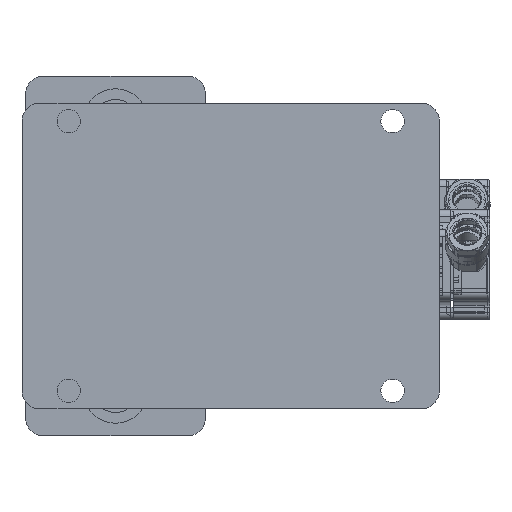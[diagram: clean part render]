
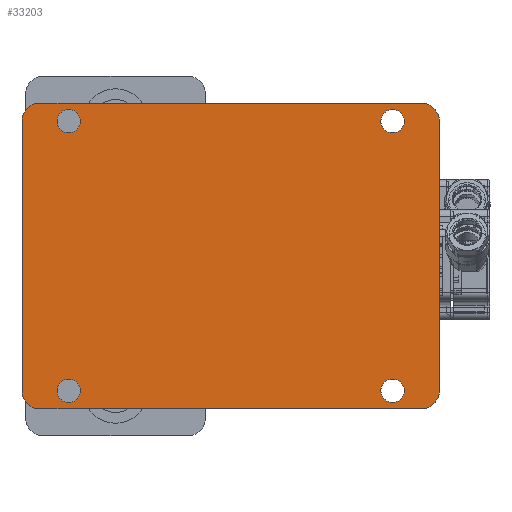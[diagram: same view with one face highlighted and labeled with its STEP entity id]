
A CAD part, front view. The second image highlights one B-rep face of the part: STEP entity #33203.
In plain terms, the highlighted face is planar.
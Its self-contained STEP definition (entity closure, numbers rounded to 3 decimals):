
#717 = EDGE_CURVE ( 'NONE', #28462, #27815, #33236, .T. ) ;
#784 = DIRECTION ( 'NONE',  ( 0., 0., -1. ) ) ;
#899 = EDGE_LOOP ( 'NONE', ( #16025, #57463, #52870, #13811, #47171, #84958, #7121, #31099 ) ) ;
#1820 = DIRECTION ( 'NONE',  ( 0., 0., -1. ) ) ;
#2102 = AXIS2_PLACEMENT_3D ( 'NONE', #19951, #20366, #25649 ) ;
#2764 = EDGE_CURVE ( 'NONE', #9523, #68138, #68802, .T. ) ;
#2951 = DIRECTION ( 'NONE',  ( 0., 1., 0. ) ) ;
#3496 = PLANE ( 'NONE',  #14697 ) ;
#3603 = AXIS2_PLACEMENT_3D ( 'NONE', #40018, #5736, #26572 ) ;
#3633 = VERTEX_POINT ( 'NONE', #55955 ) ;
#4948 = DIRECTION ( 'NONE',  ( -1., 0., 0. ) ) ;
#5617 = CARTESIAN_POINT ( 'NONE',  ( 40.75, -77., -56. ) ) ;
#5736 = DIRECTION ( 'NONE',  ( 0., 0., -1. ) ) ;
#6027 = EDGE_CURVE ( 'NONE', #40070, #46148, #71710, .T. ) ;
#6353 = VECTOR ( 'NONE', #74799, 1000. ) ;
#6423 = CIRCLE ( 'NONE', #13379, 5. ) ;
#7121 = ORIENTED_EDGE ( 'NONE', *, *, #77445, .T. ) ;
#7128 = CARTESIAN_POINT ( 'NONE',  ( 40.75, 13., -56. ) ) ;
#7432 = CARTESIAN_POINT ( 'NONE',  ( -42.5, -85., -56. ) ) ;
#7511 = DIRECTION ( 'NONE',  ( -1., 0., 0. ) ) ;
#7535 = CARTESIAN_POINT ( 'NONE',  ( -37.5, -77., -56. ) ) ;
#8570 = DIRECTION ( 'NONE',  ( 0., 0., -1. ) ) ;
#9499 = EDGE_CURVE ( 'NONE', #34131, #28352, #44190, .T. ) ;
#9523 = VERTEX_POINT ( 'NONE', #72765 ) ;
#9930 = DIRECTION ( 'NONE',  ( 0., 0., -1. ) ) ;
#10040 = FACE_BOUND ( 'NONE', #35583, .T. ) ;
#10489 = CIRCLE ( 'NONE', #2102, 5. ) ;
#10917 = CARTESIAN_POINT ( 'NONE',  ( 37.5, 21., -56. ) ) ;
#12448 = CARTESIAN_POINT ( 'NONE',  ( -34.25, 13., -56. ) ) ;
#12951 = VECTOR ( 'NONE', #70557, 1000. ) ;
#13379 = AXIS2_PLACEMENT_3D ( 'NONE', #78039, #45423, #52804 ) ;
#13811 = ORIENTED_EDGE ( 'NONE', *, *, #2764, .T. ) ;
#14636 = CARTESIAN_POINT ( 'NONE',  ( -37.5, -85., -56. ) ) ;
#14697 = AXIS2_PLACEMENT_3D ( 'NONE', #10917, #63955, #56559 ) ;
#15436 = VERTEX_POINT ( 'NONE', #55064 ) ;
#15555 = ORIENTED_EDGE ( 'NONE', *, *, #16695, .F. ) ;
#15595 = AXIS2_PLACEMENT_3D ( 'NONE', #18006, #77976, #4948 ) ;
#16025 = ORIENTED_EDGE ( 'NONE', *, *, #32713, .T. ) ;
#16695 = EDGE_CURVE ( 'NONE', #27815, #28462, #82391, .T. ) ;
#16998 = CARTESIAN_POINT ( 'NONE',  ( -37.5, 26., -56. ) ) ;
#17233 = EDGE_CURVE ( 'NONE', #28352, #34131, #53068, .T. ) ;
#18006 = CARTESIAN_POINT ( 'NONE',  ( 37.5, -77., -56. ) ) ;
#18277 = FACE_OUTER_BOUND ( 'NONE', #899, .T. ) ;
#18488 = CARTESIAN_POINT ( 'NONE',  ( 34.25, -77., -56. ) ) ;
#19951 = CARTESIAN_POINT ( 'NONE',  ( 37.5, -85., -56. ) ) ;
#20110 = ORIENTED_EDGE ( 'NONE', *, *, #25424, .F. ) ;
#20366 = DIRECTION ( 'NONE',  ( 0., 0., -1. ) ) ;
#20503 = ORIENTED_EDGE ( 'NONE', *, *, #17233, .F. ) ;
#22955 = ORIENTED_EDGE ( 'NONE', *, *, #84808, .F. ) ;
#23529 = LINE ( 'NONE', #16998, #6353 ) ;
#24391 = FACE_BOUND ( 'NONE', #45334, .T. ) ;
#25424 = EDGE_CURVE ( 'NONE', #35491, #67205, #56046, .T. ) ;
#25649 = DIRECTION ( 'NONE',  ( -1., 0., 0. ) ) ;
#26572 = DIRECTION ( 'NONE',  ( -1., 0., 0. ) ) ;
#26690 = DIRECTION ( 'NONE',  ( -1., 0., 0. ) ) ;
#27689 = CARTESIAN_POINT ( 'NONE',  ( 37.5, 13., -56. ) ) ;
#27707 = AXIS2_PLACEMENT_3D ( 'NONE', #46475, #67744, #34736 ) ;
#27815 = VERTEX_POINT ( 'NONE', #36887 ) ;
#28352 = VERTEX_POINT ( 'NONE', #18488 ) ;
#28462 = VERTEX_POINT ( 'NONE', #7128 ) ;
#31099 = ORIENTED_EDGE ( 'NONE', *, *, #63887, .T. ) ;
#32713 = EDGE_CURVE ( 'NONE', #32899, #54632, #67626, .T. ) ;
#32748 = EDGE_LOOP ( 'NONE', ( #15555, #39246 ) ) ;
#32899 = VERTEX_POINT ( 'NONE', #58374 ) ;
#33086 = CIRCLE ( 'NONE', #51168, 3.25 ) ;
#33203 = ADVANCED_FACE ( 'NONE', ( #76986, #24391, #10040, #50464, #18277 ), #3496, .T. ) ;
#33236 = CIRCLE ( 'NONE', #27707, 3.25 ) ;
#33835 = ORIENTED_EDGE ( 'NONE', *, *, #9499, .F. ) ;
#34131 = VERTEX_POINT ( 'NONE', #5617 ) ;
#34540 = CARTESIAN_POINT ( 'NONE',  ( 42.5, 21., -56. ) ) ;
#34736 = DIRECTION ( 'NONE',  ( -1., 0., 0. ) ) ;
#34905 = CARTESIAN_POINT ( 'NONE',  ( 37.5, -77., -56. ) ) ;
#34945 = CIRCLE ( 'NONE', #46038, 3.25 ) ;
#35150 = DIRECTION ( 'NONE',  ( -1., 0., 0. ) ) ;
#35157 = CARTESIAN_POINT ( 'NONE',  ( -42.5, 21., -56. ) ) ;
#35491 = VERTEX_POINT ( 'NONE', #59917 ) ;
#35583 = EDGE_LOOP ( 'NONE', ( #22955, #37148 ) ) ;
#36503 = EDGE_CURVE ( 'NONE', #67205, #35491, #33086, .T. ) ;
#36887 = CARTESIAN_POINT ( 'NONE',  ( 34.25, 13., -56. ) ) ;
#37148 = ORIENTED_EDGE ( 'NONE', *, *, #6027, .F. ) ;
#39246 = ORIENTED_EDGE ( 'NONE', *, *, #717, .F. ) ;
#40018 = CARTESIAN_POINT ( 'NONE',  ( -37.5, -77., -56. ) ) ;
#40070 = VERTEX_POINT ( 'NONE', #53489 ) ;
#40345 = CARTESIAN_POINT ( 'NONE',  ( -37.5, 13., -56. ) ) ;
#40667 = EDGE_LOOP ( 'NONE', ( #20110, #78554 ) ) ;
#41147 = DIRECTION ( 'NONE',  ( -1., 0., 0. ) ) ;
#42266 = CARTESIAN_POINT ( 'NONE',  ( -40.75, -77., -56. ) ) ;
#42947 = LINE ( 'NONE', #35157, #70891 ) ;
#43062 = EDGE_CURVE ( 'NONE', #68138, #74886, #82222, .T. ) ;
#43365 = CARTESIAN_POINT ( 'NONE',  ( -37.5, 13., -56. ) ) ;
#44015 = CARTESIAN_POINT ( 'NONE',  ( -37.5, -90., -56. ) ) ;
#44190 = CIRCLE ( 'NONE', #78883, 3.25 ) ;
#45334 = EDGE_LOOP ( 'NONE', ( #20503, #33835 ) ) ;
#45423 = DIRECTION ( 'NONE',  ( 0., 0., -1. ) ) ;
#45436 = AXIS2_PLACEMENT_3D ( 'NONE', #57951, #76216, #70567 ) ;
#46038 = AXIS2_PLACEMENT_3D ( 'NONE', #7535, #80555, #26690 ) ;
#46148 = VERTEX_POINT ( 'NONE', #42266 ) ;
#46475 = CARTESIAN_POINT ( 'NONE',  ( 37.5, 13., -56. ) ) ;
#47171 = ORIENTED_EDGE ( 'NONE', *, *, #43062, .T. ) ;
#48195 = CARTESIAN_POINT ( 'NONE',  ( -37.5, -90., -56. ) ) ;
#50464 = FACE_BOUND ( 'NONE', #40667, .T. ) ;
#51168 = AXIS2_PLACEMENT_3D ( 'NONE', #40345, #784, #35150 ) ;
#51175 = LINE ( 'NONE', #83376, #52770 ) ;
#52770 = VECTOR ( 'NONE', #77687, 1000. ) ;
#52804 = DIRECTION ( 'NONE',  ( 1., 0., 0. ) ) ;
#52870 = ORIENTED_EDGE ( 'NONE', *, *, #76635, .T. ) ;
#53068 = CIRCLE ( 'NONE', #15595, 3.25 ) ;
#53489 = CARTESIAN_POINT ( 'NONE',  ( -34.25, -77., -56. ) ) ;
#53774 = DIRECTION ( 'NONE',  ( -1., 0., 0. ) ) ;
#54632 = VERTEX_POINT ( 'NONE', #34540 ) ;
#55064 = CARTESIAN_POINT ( 'NONE',  ( -37.5, 26., -56. ) ) ;
#55955 = CARTESIAN_POINT ( 'NONE',  ( -42.5, 21., -56. ) ) ;
#56046 = CIRCLE ( 'NONE', #74068, 3.25 ) ;
#56559 = DIRECTION ( 'NONE',  ( -1., 0., 0. ) ) ;
#56835 = EDGE_CURVE ( 'NONE', #74886, #3633, #42947, .T. ) ;
#57463 = ORIENTED_EDGE ( 'NONE', *, *, #83058, .T. ) ;
#57951 = CARTESIAN_POINT ( 'NONE',  ( 37.5, 21., -56. ) ) ;
#58374 = CARTESIAN_POINT ( 'NONE',  ( 37.5, 26., -56. ) ) ;
#59917 = CARTESIAN_POINT ( 'NONE',  ( -40.75, 13., -56. ) ) ;
#63379 = CARTESIAN_POINT ( 'NONE',  ( 42.5, -85., -56. ) ) ;
#63887 = EDGE_CURVE ( 'NONE', #15436, #32899, #23529, .T. ) ;
#63955 = DIRECTION ( 'NONE',  ( 0., 0., -1. ) ) ;
#67205 = VERTEX_POINT ( 'NONE', #12448 ) ;
#67626 = CIRCLE ( 'NONE', #45436, 5. ) ;
#67744 = DIRECTION ( 'NONE',  ( 0., 0., -1. ) ) ;
#68102 = DIRECTION ( 'NONE',  ( 0., 0., -1. ) ) ;
#68138 = VERTEX_POINT ( 'NONE', #48195 ) ;
#68802 = LINE ( 'NONE', #44015, #12951 ) ;
#69911 = DIRECTION ( 'NONE',  ( -1., 0., 0. ) ) ;
#69918 = AXIS2_PLACEMENT_3D ( 'NONE', #27689, #8570, #53774 ) ;
#70557 = DIRECTION ( 'NONE',  ( -1., 0., 0. ) ) ;
#70567 = DIRECTION ( 'NONE',  ( -1., 0., 0. ) ) ;
#70891 = VECTOR ( 'NONE', #2951, 1000. ) ;
#71203 = AXIS2_PLACEMENT_3D ( 'NONE', #14636, #68102, #41147 ) ;
#71710 = CIRCLE ( 'NONE', #3603, 3.25 ) ;
#72765 = CARTESIAN_POINT ( 'NONE',  ( 37.5, -90., -56. ) ) ;
#74068 = AXIS2_PLACEMENT_3D ( 'NONE', #43365, #9930, #69911 ) ;
#74799 = DIRECTION ( 'NONE',  ( 1., 0., 0. ) ) ;
#74886 = VERTEX_POINT ( 'NONE', #7432 ) ;
#75635 = VERTEX_POINT ( 'NONE', #63379 ) ;
#76216 = DIRECTION ( 'NONE',  ( 0., 0., -1. ) ) ;
#76635 = EDGE_CURVE ( 'NONE', #75635, #9523, #10489, .T. ) ;
#76986 = FACE_BOUND ( 'NONE', #32748, .T. ) ;
#77445 = EDGE_CURVE ( 'NONE', #3633, #15436, #6423, .T. ) ;
#77687 = DIRECTION ( 'NONE',  ( 0., -1., 0. ) ) ;
#77976 = DIRECTION ( 'NONE',  ( 0., 0., -1. ) ) ;
#78039 = CARTESIAN_POINT ( 'NONE',  ( -37.5, 21., -56. ) ) ;
#78554 = ORIENTED_EDGE ( 'NONE', *, *, #36503, .F. ) ;
#78883 = AXIS2_PLACEMENT_3D ( 'NONE', #34905, #1820, #7511 ) ;
#80555 = DIRECTION ( 'NONE',  ( 0., 0., -1. ) ) ;
#82222 = CIRCLE ( 'NONE', #71203, 5. ) ;
#82391 = CIRCLE ( 'NONE', #69918, 3.25 ) ;
#83058 = EDGE_CURVE ( 'NONE', #54632, #75635, #51175, .T. ) ;
#83376 = CARTESIAN_POINT ( 'NONE',  ( 42.5, 21., -56. ) ) ;
#84808 = EDGE_CURVE ( 'NONE', #46148, #40070, #34945, .T. ) ;
#84958 = ORIENTED_EDGE ( 'NONE', *, *, #56835, .T. ) ;
